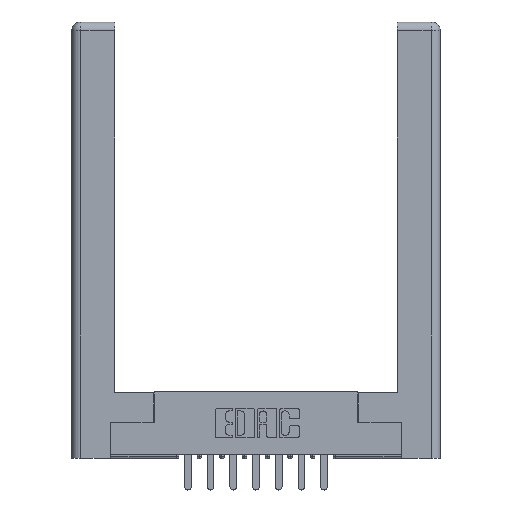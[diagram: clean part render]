
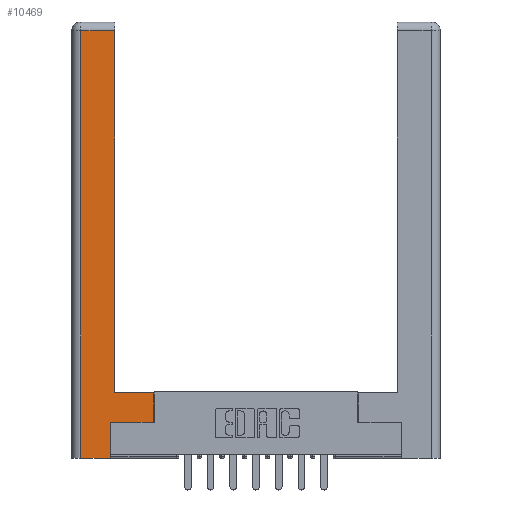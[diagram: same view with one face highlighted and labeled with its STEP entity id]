
A CAD part, top view. The second image highlights one B-rep face of the part: STEP entity #10469.
In plain terms, the highlighted planar face has unit normal (0, 0, 1).
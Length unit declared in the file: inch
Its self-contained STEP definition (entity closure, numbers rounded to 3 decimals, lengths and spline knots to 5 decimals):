
#49 = CARTESIAN_POINT ( 'NONE',  ( 0.565, 0.45, 0. ) ) ;
#1286 = PLANE ( 'NONE',  #13502 ) ;
#1775 = CARTESIAN_POINT ( 'NONE',  ( 0.295, 2.94, 0. ) ) ;
#1881 = CARTESIAN_POINT ( 'NONE',  ( 0.0615, 2.94, 0. ) ) ;
#2176 = LINE ( 'NONE', #4545, #7416 ) ;
#2291 = VERTEX_POINT ( 'NONE', #1775 ) ;
#3555 = DIRECTION ( 'NONE',  ( -1., 0., 0. ) ) ;
#4415 = DIRECTION ( 'NONE',  ( 0., 0., -1. ) ) ;
#4529 = EDGE_CURVE ( 'NONE', #6458, #12663, #11592, .T. ) ;
#4545 = CARTESIAN_POINT ( 'NONE',  ( 0.565, 0.245, 0. ) ) ;
#4581 = EDGE_CURVE ( 'NONE', #9858, #11253, #8446, .T. ) ;
#4606 = LINE ( 'NONE', #13025, #6432 ) ;
#4699 = EDGE_CURVE ( 'NONE', #12663, #12428, #2176, .T. ) ;
#4905 = LINE ( 'NONE', #9138, #4944 ) ;
#4940 = ORIENTED_EDGE ( 'NONE', *, *, #12823, .T. ) ;
#4944 = VECTOR ( 'NONE', #13328, 39.37008 ) ;
#5034 = CARTESIAN_POINT ( 'NONE',  ( 0.0615, 0., 0. ) ) ;
#5075 = VECTOR ( 'NONE', #9095, 39.37008 ) ;
#5292 = VECTOR ( 'NONE', #7129, 39.37008 ) ;
#5916 = ORIENTED_EDGE ( 'NONE', *, *, #6488, .T. ) ;
#5958 = EDGE_CURVE ( 'NONE', #2291, #9858, #4606, .T. ) ;
#6229 = CARTESIAN_POINT ( 'NONE',  ( 0.265, 0.245, 0. ) ) ;
#6325 = ORIENTED_EDGE ( 'NONE', *, *, #8802, .T. ) ;
#6384 = LINE ( 'NONE', #9628, #6418 ) ;
#6418 = VECTOR ( 'NONE', #7566, 39.37008 ) ;
#6423 = DIRECTION ( 'NONE',  ( 1., 0., 0. ) ) ;
#6432 = VECTOR ( 'NONE', #3555, 39.37008 ) ;
#6439 = FACE_OUTER_BOUND ( 'NONE', #10023, .T. ) ;
#6458 = VERTEX_POINT ( 'NONE', #13073 ) ;
#6488 = EDGE_CURVE ( 'NONE', #10437, #2291, #13211, .T. ) ;
#6812 = CARTESIAN_POINT ( 'NONE',  ( 0.295, 3., 0. ) ) ;
#7129 = DIRECTION ( 'NONE',  ( 0., 1., 0. ) ) ;
#7315 = EDGE_CURVE ( 'NONE', #12428, #10864, #10445, .T. ) ;
#7342 = CARTESIAN_POINT ( 'NONE',  ( 0.565, 0.45, 0. ) ) ;
#7416 = VECTOR ( 'NONE', #6423, 39.37008 ) ;
#7566 = DIRECTION ( 'NONE',  ( -1., 0., 0. ) ) ;
#7999 = ORIENTED_EDGE ( 'NONE', *, *, #5958, .T. ) ;
#8446 = LINE ( 'NONE', #5034, #10807 ) ;
#8479 = CARTESIAN_POINT ( 'NONE',  ( 0.265, 0.245, 0. ) ) ;
#8802 = EDGE_CURVE ( 'NONE', #10864, #10437, #6384, .T. ) ;
#9095 = DIRECTION ( 'NONE',  ( 0., 1., 0. ) ) ;
#9138 = CARTESIAN_POINT ( 'NONE',  ( 0.265, 0., 0. ) ) ;
#9485 = CARTESIAN_POINT ( 'NONE',  ( 0.295, 0.45, 0. ) ) ;
#9628 = CARTESIAN_POINT ( 'NONE',  ( 0.295, 0.45, 0. ) ) ;
#9858 = VERTEX_POINT ( 'NONE', #1881 ) ;
#10023 = EDGE_LOOP ( 'NONE', ( #5916, #7999, #12450, #4940, #11142, #13224, #10657, #6325 ) ) ;
#10371 = DIRECTION ( 'NONE',  ( 0., 1., 0. ) ) ;
#10437 = VERTEX_POINT ( 'NONE', #9485 ) ;
#10445 = LINE ( 'NONE', #49, #10558 ) ;
#10469 = ADVANCED_FACE ( 'NONE', ( #6439 ), #1286, .F. ) ;
#10558 = VECTOR ( 'NONE', #10371, 39.37008 ) ;
#10575 = CARTESIAN_POINT ( 'NONE',  ( 0.0615, 0., 0. ) ) ;
#10657 = ORIENTED_EDGE ( 'NONE', *, *, #7315, .T. ) ;
#10807 = VECTOR ( 'NONE', #12558, 39.37008 ) ;
#10864 = VERTEX_POINT ( 'NONE', #7342 ) ;
#11142 = ORIENTED_EDGE ( 'NONE', *, *, #4529, .T. ) ;
#11253 = VERTEX_POINT ( 'NONE', #10575 ) ;
#11499 = CARTESIAN_POINT ( 'NONE',  ( 0.565, 0.245, 0. ) ) ;
#11592 = LINE ( 'NONE', #6229, #5292 ) ;
#11605 = CARTESIAN_POINT ( 'NONE',  ( 0., 0., 0. ) ) ;
#12428 = VERTEX_POINT ( 'NONE', #11499 ) ;
#12450 = ORIENTED_EDGE ( 'NONE', *, *, #4581, .T. ) ;
#12558 = DIRECTION ( 'NONE',  ( 0., -1., 0. ) ) ;
#12663 = VERTEX_POINT ( 'NONE', #8479 ) ;
#12767 = DIRECTION ( 'NONE',  ( -1., 0., 0. ) ) ;
#12823 = EDGE_CURVE ( 'NONE', #11253, #6458, #4905, .T. ) ;
#13025 = CARTESIAN_POINT ( 'NONE',  ( 0.0615, 2.94, 0. ) ) ;
#13073 = CARTESIAN_POINT ( 'NONE',  ( 0.265, 0., 0. ) ) ;
#13211 = LINE ( 'NONE', #6812, #5075 ) ;
#13224 = ORIENTED_EDGE ( 'NONE', *, *, #4699, .T. ) ;
#13328 = DIRECTION ( 'NONE',  ( 1., 0., 0. ) ) ;
#13502 = AXIS2_PLACEMENT_3D ( 'NONE', #11605, #4415, #12767 ) ;
